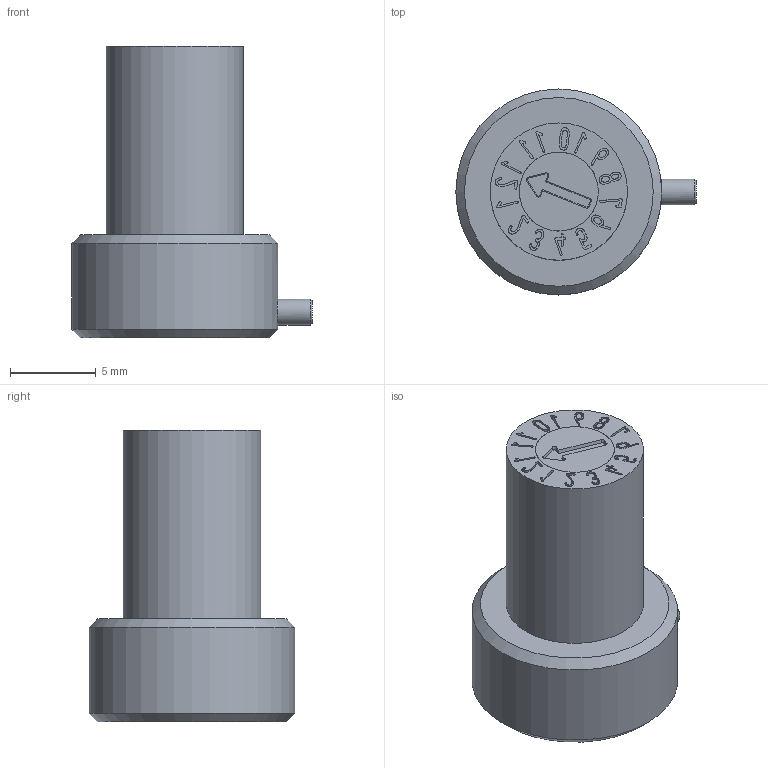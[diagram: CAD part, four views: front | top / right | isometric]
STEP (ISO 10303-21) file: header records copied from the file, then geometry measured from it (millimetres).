
FILE_DESCRIPTION(/* description */ (''),/* implementation_level */ '2;1');
FILE_NAME(/* name */ 'Dati-2100_B$8$00.stp',/* time_stamp */ '2025-09-17T15:13:54+02:00',/* author */ ('olafg'),/* organization */ (''),/* preprocessor_version */ 'ST-DEVELOPER v20',/* originating_system */ 'Autodesk Inventor 2024',/* authorisation */ '');
FILE_SCHEMA (('AUTOMOTIVE_DESIGN { 1 0 10303 214 3 1 1 }'));
Length unit declared in the file: millimetre
Products named in the file (4): Zusammenbau 1008; 1008-01-00 Hülse; 2010-05-00 Stelleinsatz; Unterteil 8
Assembly tree (3 placements, depth 2):
  Zusammenbau 1008
    1008-01-00 Hülse
    2010-05-00 Stelleinsatz
    Unterteil 8
Bounding box: 14 x 12 x 17 mm (x, y, z)
Volume: 1158.1 mm3; surface area: 1165.1 mm2
Topology: 3 solids, 3 shells, 308 faces, 833 edges, 555 vertices
Faces by surface type: bspline 182, plane 107, cone 10, cylinder 8, torus 1
Full cylindrical faces by diameter (mm): 1.5 x1, 2.3 x1, 2.5 x1, 3 x1, 4.6 x2, 8 x1, 12 x1
Entity records: 10808 total; most frequent: CARTESIAN_POINT 4131, ORIENTED_EDGE 1666, EDGE_CURVE 833, DIRECTION 769, VERTEX_POINT 555, LINE 431, VECTOR 431, B_SPLINE_CURVE_WITH_KNOTS 366
